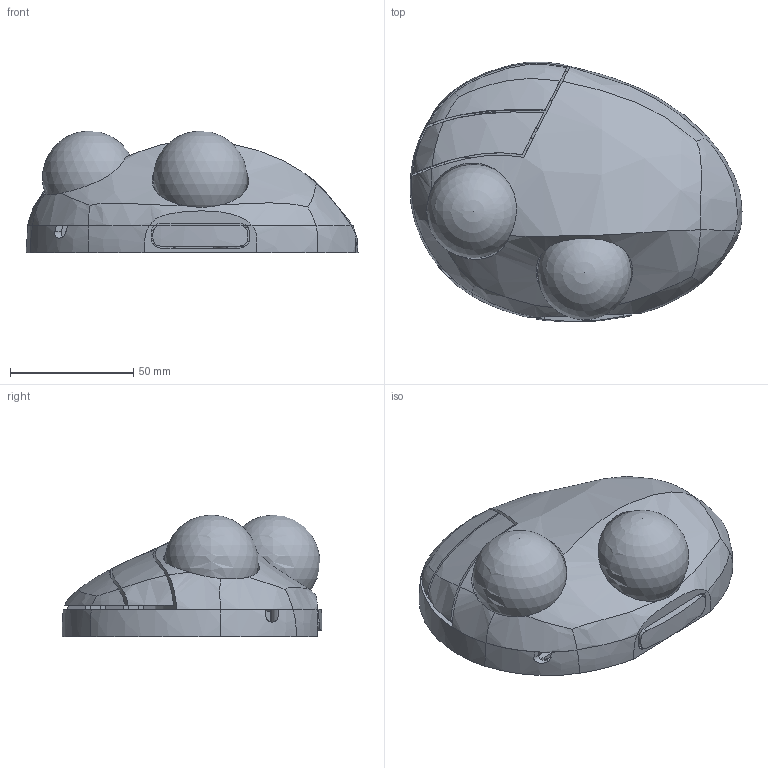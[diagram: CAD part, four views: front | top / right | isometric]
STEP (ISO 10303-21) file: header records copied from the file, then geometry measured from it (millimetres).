
FILE_DESCRIPTION(/* description */ (''),/* implementation_level */ '2;1');
FILE_NAME(/* name */ 'Trackball test12 v43.step',/* time_stamp */ '2021-11-17T22:09:27+01:00',/* author */ (''),/* organization */ (''),/* preprocessor_version */ 'ST-DEVELOPER v18.1',/* originating_system */ 'Autodesk Translation Framework v10.10.0.1391',/* authorisation */ '');
FILE_SCHEMA (('AUTOMOTIVE_DESIGN { 1 0 10303 214 3 1 1 }'));
Length unit declared in the file: millimetre
Products named in the file (32): Trackball test12; Trackball.step; C_0603_1608Metric; SOLID (2); Crystal_SMD_3225-4Pin_3.2x2.5mm; SOLID (1); QFN-56-1EP_7x7mm_P0.4mm_EP5.6x5.6mm; SOLID (6); SOIC-8_5.275x5.275mm_P1.27mm; SOLID (5); SOT-23-5; SOLID (4); R_0402_1005Metric; SOLID; C_0402_1005Metric; SOLID (3); COMPOUND; MouseSwitchMount.step; MouseSwitchMount.step_1; PMW3360-breakout-v2.step; SOT-23-5_1; SOLID (2)_1; R_0603_1608Metric; R_0603_1608Metric_1; SOLID_1; C_0603_1608Metric_1; C_0603_1608Metric_2; C_0603_1608Metric_3; SOLID (1)_1; COMPOUND_1; MouseSwitchMount.step_2; COMPOUND_2
Assembly tree (60 placements, depth 4):
  Trackball test12
    Trackball.step
      SOT-23-5  x2
        SOLID (4)
      C_0603_1608Metric  x2
        SOLID (2)
      C_0402_1005Metric  x17
        SOLID (3)
      R_0402_1005Metric  x7
        SOLID
      Crystal_SMD_3225-4Pin_3.2x2.5mm
        SOLID (1)
      QFN-56-1EP_7x7mm_P0.4mm_EP5.6x5.6mm
        SOLID (6)
      SOIC-8_5.275x5.275mm_P1.27mm
        SOLID (5)
      COMPOUND
    MouseSwitchMount.step
      COMPOUND_2
    MouseSwitchMount.step_1
      COMPOUND_2
    PMW3360-breakout-v2.step
      SOT-23-5_1
        SOLID (2)_1
      R_0603_1608Metric
        SOLID_1
      R_0603_1608Metric_1
        SOLID_1
      C_0603_1608Metric_1
        SOLID (1)_1
      C_0603_1608Metric_2
        SOLID (1)_1
      C_0603_1608Metric_3
        SOLID (1)_1
      COMPOUND_1
    MouseSwitchMount.step_2
      COMPOUND_2
Bounding box: 134.49 x 105.28 x 49.4 mm (x, y, z)
Volume: 233692.7 mm3; surface area: 85683.2 mm2
Topology: 49 solids, 49 shells, 2121 faces, 5554 edges, 3626 vertices
Faces by surface type: plane 1379, cylinder 700, bspline 34, sphere 4, cone 4
Full cylindrical faces by diameter (mm): 0.35 x9, 0.5 x1, 0.6 x1, 0.7 x32, 1 x37, 1.2 x9, 1.7 x16, 2 x4, 2.2 x16, 2.6 x6, 2.8 x4, 3.2 x4, 3.4 x4, 5 x4, 6 x4, 7 x4, 8 x4, 10 x6
Entity records: 46701 total; most frequent: CARTESIAN_POINT 12743, ORIENTED_EDGE 6678, DIRECTION 6603, EDGE_CURVE 3339, LINE 2463, VECTOR 2463, VERTEX_POINT 2176, AXIS2_PLACEMENT_3D 2070
